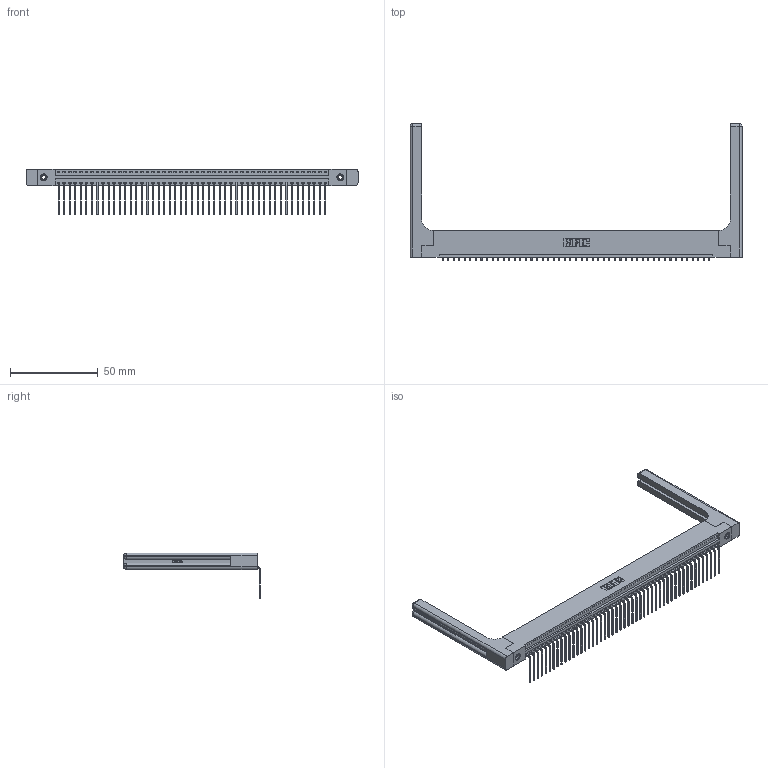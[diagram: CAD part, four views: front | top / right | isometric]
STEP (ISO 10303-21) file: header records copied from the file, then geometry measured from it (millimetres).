
FILE_DESCRIPTION (( 'STEP AP203' ), '1' );
FILE_NAME ('396-049-559-158.STEP', '2019-10-31T23:40:01', ( '' ), ( '' ), 'SwSTEP 2.0', 'SolidWorks 2016', '' );
FILE_SCHEMA (( 'CONFIG_CONTROL_DESIGN' ));
Length unit declared in the file: inch
Products named in the file (5): 346 Part_Flush Mounting Lugs - 0.156 Dia-TH; 345-292-001_558 559 Tail - 1; 345-250-001_345-250-001-102; 346-220-058_345-220-058; 396-049-559-158
Assembly tree (54 placements, depth 2):
  396-049-559-158
    346 Part_Flush Mounting Lugs - 0.156 Dia-TH
    345-292-001_558 559 Tail - 1  x49
    345-250-001_345-250-001-102  x2
    346-220-058_345-220-058  x2
Bounding box: 189.64 x 78.04 x 26.16 mm (x, y, z)
Volume: 25882.3 mm3; surface area: 29171.5 mm2
Topology: 54 solids, 54 shells, 3318 faces, 9913 edges, 6522 vertices
Faces by surface type: plane 2282, cylinder 976, bspline 36, cone 12, sphere 8, torus 4
Entity records: 34734 total; most frequent: CARTESIAN_POINT 6932, ORIENTED_EDGE 5712, DIRECTION 5038, EDGE_CURVE 2856, LINE 2436, VECTOR 2436, VERTEX_POINT 1894, AXIS2_PLACEMENT_3D 1301
